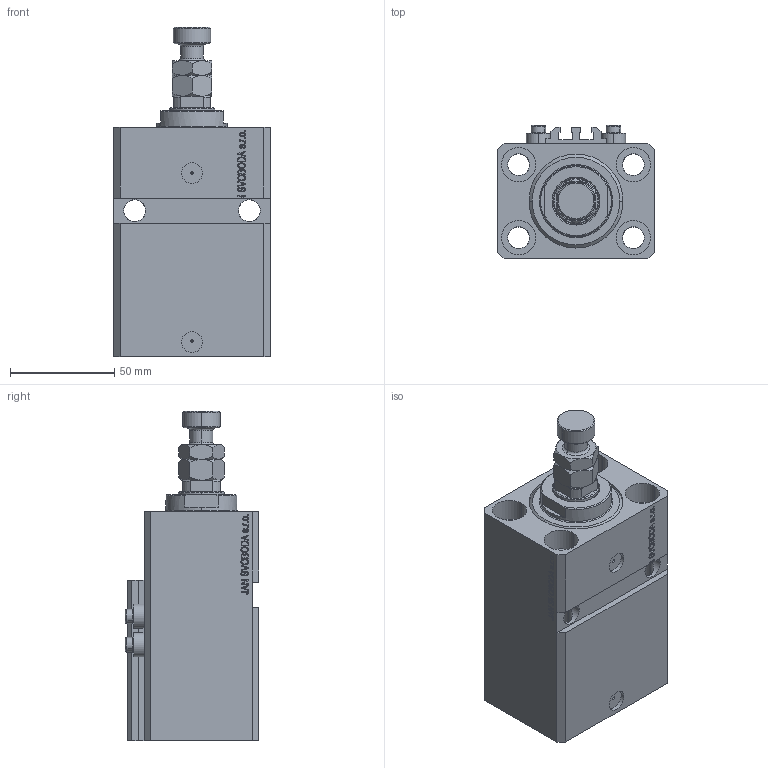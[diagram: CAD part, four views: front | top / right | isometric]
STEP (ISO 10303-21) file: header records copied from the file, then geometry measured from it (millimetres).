
FILE_DESCRIPTION (( 'STEP AP203' ), '1' );
FILE_NAME ('0916.STEP', '2022-06-02T16:07:27', ( '' ), ( '' ), 'SwSTEP 2.0', 'SolidWorks 2019', '' );
FILE_SCHEMA (( 'CONFIG_CONTROL_DESIGN' ));
Length unit declared in the file: millimetre
Products named in the file (6): ALLEN BOLT V250CE 90ec8300aa370aca41bcd456b04d488e; V250CE_C_VCP 90ec8300aa370aca41bcd456b04d488e; MFA 90ec8300aa370aca41bcd456b04d488e; V250CE_VC_E 90ec8300aa370aca41bcd456b04d488e; V250CE_E_Body 90ec8300aa370aca41bcd456b04d488e; 0916
Assembly tree (8 placements, depth 2):
  0916
    V250CE_E_Body 90ec8300aa370aca41bcd456b04d488e
    ALLEN BOLT V250CE 90ec8300aa370aca41bcd456b04d488e  x4
    V250CE_C_VCP 90ec8300aa370aca41bcd456b04d488e
    V250CE_VC_E 90ec8300aa370aca41bcd456b04d488e
    MFA 90ec8300aa370aca41bcd456b04d488e
Bounding box: 75 x 64 x 157.9 mm (x, y, z)
Volume: 395821.3 mm3; surface area: 99424.3 mm2
Topology: 9 solids, 9 shells, 1116 faces, 2772 edges, 1789 vertices
Faces by surface type: plane 530, bspline 354, cylinder 130, cone 84, torus 18
Entity records: 48511 total; most frequent: CARTESIAN_POINT 25243, ORIENTED_EDGE 5234, DIRECTION 3475, EDGE_CURVE 2617, VERTEX_POINT 1705, VECTOR 1541, LINE 1541, EDGE_LOOP 1174
